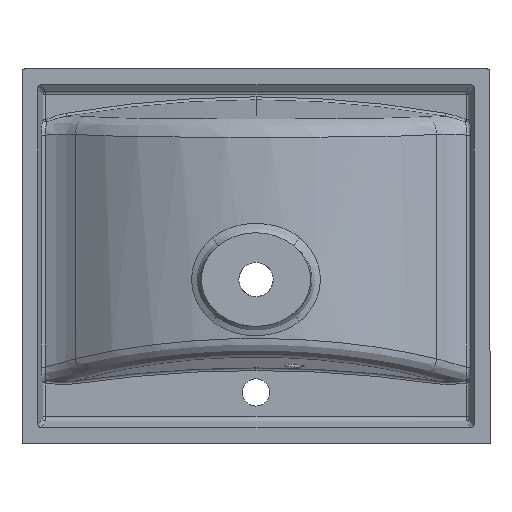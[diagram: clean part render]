
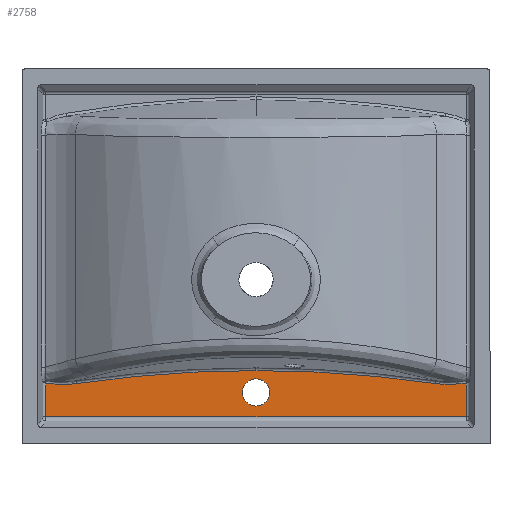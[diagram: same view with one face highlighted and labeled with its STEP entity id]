
A CAD part, front view. The second image highlights one B-rep face of the part: STEP entity #2758.
In plain terms, the highlighted planar face has unit normal (0, -1, 0).
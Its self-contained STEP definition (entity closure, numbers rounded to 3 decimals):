
#5 = CIRCLE ( 'NONE', #7957, 17.5 ) ;
#34 = CARTESIAN_POINT ( 'NONE',  ( 0., -14., -1993.231 ) ) ;
#148 = CARTESIAN_POINT ( 'NONE',  ( -246.865, -14., -414.755 ) ) ;
#279 = AXIS2_PLACEMENT_3D ( 'NONE', #6291, #620, #3136 ) ;
#408 = CIRCLE ( 'NONE', #279, 1596.331 ) ;
#620 = DIRECTION ( 'NONE',  ( 0., -1., 0. ) ) ;
#675 = DIRECTION ( 'NONE',  ( 0., 1., 0. ) ) ;
#727 = CARTESIAN_POINT ( 'NONE',  ( 233.608, -14., -414.083 ) ) ;
#734 = CARTESIAN_POINT ( 'NONE',  ( 0., -14., -396.901 ) ) ;
#773 = CARTESIAN_POINT ( 'NONE',  ( -233.618, -14., -414.084 ) ) ;
#937 = VERTEX_POINT ( 'NONE', #7921 ) ;
#1038 = CARTESIAN_POINT ( 'NONE',  ( -230.298, -14., -413.6 ) ) ;
#1193 = LINE ( 'NONE', #3721, #2864 ) ;
#1200 = CARTESIAN_POINT ( 'NONE',  ( -269.964, -14., -412.771 ) ) ;
#1212 = EDGE_LOOP ( 'NONE', ( #6332, #6001 ) ) ;
#1289 = FACE_OUTER_BOUND ( 'NONE', #3738, .T. ) ;
#1344 = CARTESIAN_POINT ( 'NONE',  ( 246.939, -14., -414.755 ) ) ;
#1398 = DIRECTION ( 'NONE',  ( 0., 0., 1. ) ) ;
#1403 = VERTEX_POINT ( 'NONE', #1038 ) ;
#1464 = CARTESIAN_POINT ( 'NONE',  ( 0.003, -14., -456.336 ) ) ;
#1557 = VERTEX_POINT ( 'NONE', #734 ) ;
#1600 = ORIENTED_EDGE ( 'NONE', *, *, #3173, .T. ) ;
#1699 = ORIENTED_EDGE ( 'NONE', *, *, #2093, .T. ) ;
#1733 = VECTOR ( 'NONE', #3989, 1000. ) ;
#1945 = EDGE_CURVE ( 'NONE', #2218, #7637, #7135, .T. ) ;
#1953 = CARTESIAN_POINT ( 'NONE',  ( 263.427, -14., -413.712 ) ) ;
#2042 = CARTESIAN_POINT ( 'NONE',  ( -266.67, -14., -413.295 ) ) ;
#2093 = EDGE_CURVE ( 'NONE', #7637, #6738, #5405, .T. ) ;
#2218 = VERTEX_POINT ( 'NONE', #6111 ) ;
#2237 = DIRECTION ( 'NONE',  ( 0., 0., 1. ) ) ;
#2366 = CARTESIAN_POINT ( 'NONE',  ( 230.298, -14., -413.6 ) ) ;
#2514 = DIRECTION ( 'NONE',  ( 0., 1., 0. ) ) ;
#2547 = DIRECTION ( 'NONE',  ( 0., -1., 0. ) ) ;
#2582 = EDGE_CURVE ( 'NONE', #1403, #4017, #5072, .T. ) ;
#2662 = CARTESIAN_POINT ( 'NONE',  ( -253.474, -14., -414.568 ) ) ;
#2723 = CARTESIAN_POINT ( 'NONE',  ( 0., -14., -442.5 ) ) ;
#2758 = ADVANCED_FACE ( 'NONE', ( #6963, #1289 ), #3815, .F. ) ;
#2797 = ORIENTED_EDGE ( 'NONE', *, *, #6520, .T. ) ;
#2864 = VECTOR ( 'NONE', #6252, 1000. ) ;
#2956 = CARTESIAN_POINT ( 'NONE',  ( 269.964, -14., -412.771 ) ) ;
#3075 = CARTESIAN_POINT ( 'NONE',  ( 269.964, -14., -456.336 ) ) ;
#3136 = DIRECTION ( 'NONE',  ( 0., 0., 1. ) ) ;
#3173 = EDGE_CURVE ( 'NONE', #7276, #1557, #408, .T. ) ;
#3190 = DIRECTION ( 'NONE',  ( 0., 0., 1. ) ) ;
#3243 = CARTESIAN_POINT ( 'NONE',  ( 230.298, -14., -413.6 ) ) ;
#3250 = EDGE_CURVE ( 'NONE', #3507, #937, #5, .T. ) ;
#3288 = CARTESIAN_POINT ( 'NONE',  ( -236.933, -14., -414.393 ) ) ;
#3294 = ORIENTED_EDGE ( 'NONE', *, *, #6057, .T. ) ;
#3507 = VERTEX_POINT ( 'NONE', #2723 ) ;
#3721 = CARTESIAN_POINT ( 'NONE',  ( -269.964, -14., -1460.156 ) ) ;
#3738 = EDGE_LOOP ( 'NONE', ( #5791, #1699, #7594, #1600, #2797, #6740, #3294 ) ) ;
#3815 = PLANE ( 'NONE',  #6490 ) ;
#3871 = CARTESIAN_POINT ( 'NONE',  ( 243.615, -14., -414.731 ) ) ;
#3989 = DIRECTION ( 'NONE',  ( 1., 0., 0. ) ) ;
#4017 = VERTEX_POINT ( 'NONE', #1200 ) ;
#4496 = CARTESIAN_POINT ( 'NONE',  ( 256.856, -14., -414.349 ) ) ;
#4545 = CARTESIAN_POINT ( 'NONE',  ( 0., -14., -425. ) ) ;
#4582 = CARTESIAN_POINT ( 'NONE',  ( -269.964, -14., -412.771 ) ) ;
#4650 = VECTOR ( 'NONE', #2237, 1000. ) ;
#4699 = EDGE_CURVE ( 'NONE', #937, #3507, #6826, .T. ) ;
#5056 = DIRECTION ( 'NONE',  ( 0., 0., 1. ) ) ;
#5072 = B_SPLINE_CURVE_WITH_KNOTS ( 'NONE', 3,
 ( #6444, #773, #3288, #5835, #148, #2662, #5210, #7721, #2042, #4582 ),
 .UNSPECIFIED., .F., .F.,
 ( 4, 2, 2, 2, 4 ),
 ( 0., 0.01, 0.02, 0.03, 0.04 ),
 .UNSPECIFIED. ) ;
#5090 = DIRECTION ( 'NONE',  ( 0., 0., 1. ) ) ;
#5120 = CARTESIAN_POINT ( 'NONE',  ( 269.964, -14., -412.771 ) ) ;
#5210 = CARTESIAN_POINT ( 'NONE',  ( -256.776, -14., -414.355 ) ) ;
#5262 = CIRCLE ( 'NONE', #6310, 1596.331 ) ;
#5405 = LINE ( 'NONE', #7912, #4650 ) ;
#5601 = B_SPLINE_CURVE_WITH_KNOTS ( 'NONE', 3,
 ( #5120, #7638, #1953, #4496, #7021, #1344, #3871, #6399, #727, #3243 ),
 .UNSPECIFIED., .F., .F.,
 ( 4, 2, 2, 2, 4 ),
 ( 0.033, 0.043, 0.053, 0.063, 0.073 ),
 .UNSPECIFIED. ) ;
#5791 = ORIENTED_EDGE ( 'NONE', *, *, #1945, .T. ) ;
#5835 = CARTESIAN_POINT ( 'NONE',  ( -243.557, -14., -414.729 ) ) ;
#6001 = ORIENTED_EDGE ( 'NONE', *, *, #3250, .T. ) ;
#6057 = EDGE_CURVE ( 'NONE', #4017, #2218, #1193, .T. ) ;
#6111 = CARTESIAN_POINT ( 'NONE',  ( -269.964, -14., -456.336 ) ) ;
#6252 = DIRECTION ( 'NONE',  ( 0., 0., -1. ) ) ;
#6291 = CARTESIAN_POINT ( 'NONE',  ( 0., -14., -1993.231 ) ) ;
#6310 = AXIS2_PLACEMENT_3D ( 'NONE', #34, #2547, #5090 ) ;
#6332 = ORIENTED_EDGE ( 'NONE', *, *, #4699, .T. ) ;
#6342 = CARTESIAN_POINT ( 'NONE',  ( 0.003, -14., -1460.156 ) ) ;
#6399 = CARTESIAN_POINT ( 'NONE',  ( 236.936, -14., -414.394 ) ) ;
#6444 = CARTESIAN_POINT ( 'NONE',  ( -230.298, -14., -413.6 ) ) ;
#6490 = AXIS2_PLACEMENT_3D ( 'NONE', #6342, #675, #3190 ) ;
#6520 = EDGE_CURVE ( 'NONE', #1557, #1403, #5262, .T. ) ;
#6639 = EDGE_CURVE ( 'NONE', #6738, #7276, #5601, .T. ) ;
#6738 = VERTEX_POINT ( 'NONE', #2956 ) ;
#6740 = ORIENTED_EDGE ( 'NONE', *, *, #2582, .T. ) ;
#6826 = CIRCLE ( 'NONE', #7883, 17.5 ) ;
#6963 = FACE_BOUND ( 'NONE', #1212, .T. ) ;
#7021 = CARTESIAN_POINT ( 'NONE',  ( 253.559, -14., -414.564 ) ) ;
#7069 = DIRECTION ( 'NONE',  ( 0., 1., 0. ) ) ;
#7135 = LINE ( 'NONE', #1464, #1733 ) ;
#7276 = VERTEX_POINT ( 'NONE', #2366 ) ;
#7594 = ORIENTED_EDGE ( 'NONE', *, *, #6639, .T. ) ;
#7637 = VERTEX_POINT ( 'NONE', #3075 ) ;
#7638 = CARTESIAN_POINT ( 'NONE',  ( 266.701, -14., -413.29 ) ) ;
#7721 = CARTESIAN_POINT ( 'NONE',  ( -263.374, -14., -413.719 ) ) ;
#7883 = AXIS2_PLACEMENT_3D ( 'NONE', #4545, #7069, #1398 ) ;
#7912 = CARTESIAN_POINT ( 'NONE',  ( 269.964, -14., -1460.156 ) ) ;
#7921 = CARTESIAN_POINT ( 'NONE',  ( 0., -14., -407.5 ) ) ;
#7957 = AXIS2_PLACEMENT_3D ( 'NONE', #8186, #2514, #5056 ) ;
#8186 = CARTESIAN_POINT ( 'NONE',  ( 0., -14., -425. ) ) ;
